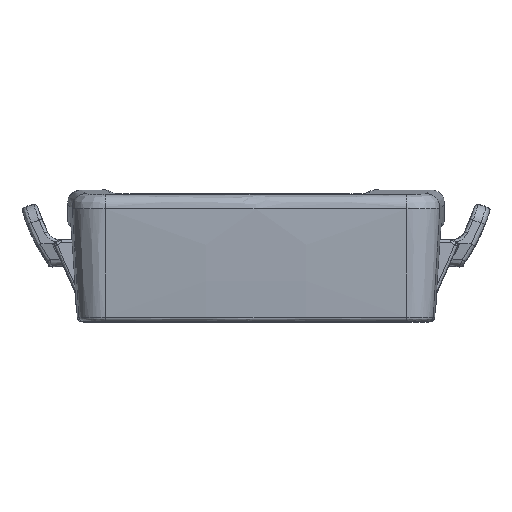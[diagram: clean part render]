
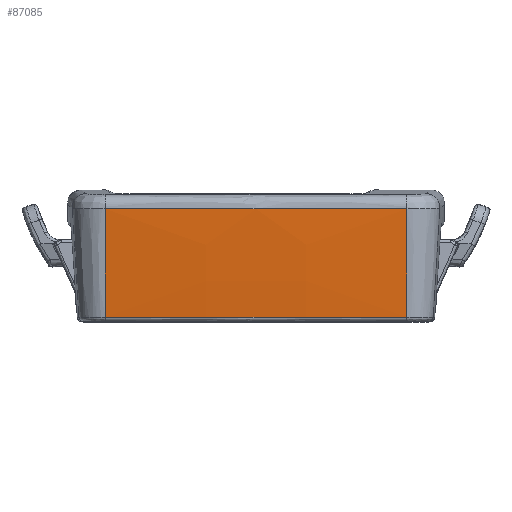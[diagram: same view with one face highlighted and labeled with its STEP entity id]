
A CAD part, top view. The second image highlights one B-rep face of the part: STEP entity #87085.
In plain terms, the highlighted free-form (B-spline) face has degree [3, 3] with [4, 6] control points.
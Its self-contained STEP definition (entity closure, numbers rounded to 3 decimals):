
#55945=CARTESIAN_POINT('',(-16.608,12.384,
23.897));
#69307=CARTESIAN_POINT('',(0.,0.457,-341.5));
#69308=DIRECTION('',(0.,1.,0.));
#69309=DIRECTION('',(-0.045,0.,0.999));
#69310=AXIS2_PLACEMENT_3D('',#69307,#69308,#69309);
#69315=CARTESIAN_POINT('',(-16.608,12.384,
23.897));
#69316=CARTESIAN_POINT('',(-16.606,11.057,
23.847));
#69317=CARTESIAN_POINT('',(-16.601,8.404,
23.726));
#69318=CARTESIAN_POINT('',(-16.589,4.428,
23.482));
#69319=CARTESIAN_POINT('',(-16.58,1.78,
23.276));
#69320=CARTESIAN_POINT('',(-16.575,0.457,
23.163));
#69325=CARTESIAN_POINT('',(-16.608,12.384,
23.897));
#69326=CARTESIAN_POINT('',(-14.395,12.379,
23.998));
#69327=CARTESIAN_POINT('',(-9.966,12.371,
24.158));
#69328=CARTESIAN_POINT('',(-3.322,12.365,
24.279));
#69329=CARTESIAN_POINT('',(3.322,12.365,24.279));
#69330=CARTESIAN_POINT('',(9.966,12.371,24.158));
#69331=CARTESIAN_POINT('',(14.395,12.379,23.998));
#69332=CARTESIAN_POINT('',(16.608,12.384,23.897));
#69369=CARTESIAN_POINT('',(16.608,12.384,23.897));
#69370=CARTESIAN_POINT('',(16.606,11.057,23.847));
#69371=CARTESIAN_POINT('',(16.601,8.404,23.726));
#69372=CARTESIAN_POINT('',(16.589,4.428,23.482));
#69373=CARTESIAN_POINT('',(16.58,1.78,23.276));
#69374=CARTESIAN_POINT('',(16.575,0.457,
23.163));
#70624=VERTEX_POINT('',#55945);
#70626=VERTEX_POINT('',#69332);
#70629=CARTESIAN_POINT('',(16.575,0.457,
23.163));
#70631=VERTEX_POINT('',#70629);
#70635=CARTESIAN_POINT('',(-16.575,0.457,
23.163));
#70636=VERTEX_POINT('',#70635);
#87052=CARTESIAN_POINT('',(-17.273,12.623,
23.875));
#87053=CARTESIAN_POINT('',(-13.363,12.623,
24.06));
#87054=CARTESIAN_POINT('',(-5.76,12.623,
24.297));
#87055=CARTESIAN_POINT('',(5.76,12.623,24.297));
#87056=CARTESIAN_POINT('',(13.363,12.623,24.06));
#87057=CARTESIAN_POINT('',(17.273,12.623,23.875));
#87058=CARTESIAN_POINT('',(-17.265,8.483,
23.723));
#87059=CARTESIAN_POINT('',(-13.358,8.483,
23.908));
#87060=CARTESIAN_POINT('',(-5.758,8.483,
24.145));
#87061=CARTESIAN_POINT('',(5.758,8.483,24.145));
#87062=CARTESIAN_POINT('',(13.358,8.483,23.908));
#87063=CARTESIAN_POINT('',(17.265,8.483,23.723));
#87064=CARTESIAN_POINT('',(-17.253,4.347,
23.469));
#87065=CARTESIAN_POINT('',(-13.348,4.347,
23.654));
#87066=CARTESIAN_POINT('',(-5.754,4.347,
23.89));
#87067=CARTESIAN_POINT('',(5.754,4.347,23.89));
#87068=CARTESIAN_POINT('',(13.348,4.347,23.654));
#87069=CARTESIAN_POINT('',(17.253,4.347,23.469));
#87070=CARTESIAN_POINT('',(-17.237,0.219,
23.112));
#87071=CARTESIAN_POINT('',(-13.335,0.219,
23.296));
#87072=CARTESIAN_POINT('',(-5.748,0.219,
23.533));
#87073=CARTESIAN_POINT('',(5.748,0.219,
23.533));
#87074=CARTESIAN_POINT('',(13.335,0.219,
23.296));
#87075=CARTESIAN_POINT('',(17.237,0.219,
23.112));
#87076=B_SPLINE_SURFACE_WITH_KNOTS('',3,3,((#87052,#87053,#87054,#87055,#87056,
#87057),(#87058,#87059,#87060,#87061,#87062,#87063),(#87064,#87065,#87066,
#87067,#87068,#87069),(#87070,#87071,#87072,#87073,#87074,#87075)),
.UNSPECIFIED.,.F.,.F.,.F.,(4,4),(4,1,1,4),(0.185,0.986),
(-0.02,0.333,0.667,1.02),
.UNSPECIFIED.);
#87077=ORIENTED_EDGE('',*,*,#87043,.F.);
#87078=ORIENTED_EDGE('',*,*,#72478,.F.);
#87080=ORIENTED_EDGE('',*,*,#87079,.T.);
#87082=ORIENTED_EDGE('',*,*,#87081,.T.);
#87083=EDGE_LOOP('',(#87077,#87078,#87080,#87082));
#87084=FACE_OUTER_BOUND('',#87083,.F.);
#87085=ADVANCED_FACE('',(#87084),#87076,.T.);
#69311=CIRCLE('',#69310,365.04);
#69321=B_SPLINE_CURVE_WITH_KNOTS('',3,(#69315,#69316,#69317,#69318,#69319,
#69320),.UNSPECIFIED.,.F.,.F.,(4,1,1,4),(0.,0.333,
0.667,1.),.UNSPECIFIED.);
#69333=B_SPLINE_CURVE_WITH_KNOTS('',3,(#69325,#69326,#69327,#69328,#69329,
#69330,#69331,#69332),.UNSPECIFIED.,.F.,.F.,(4,1,1,1,1,4),(0.,0.2,0.4,
0.6,0.8,1.),.UNSPECIFIED.);
#69375=B_SPLINE_CURVE_WITH_KNOTS('',3,(#69369,#69370,#69371,#69372,#69373,
#69374),.UNSPECIFIED.,.F.,.F.,(4,1,1,4),(0.,0.333,
0.667,1.),.UNSPECIFIED.);
#72478=EDGE_CURVE('',#70624,#70636,#69321,.T.);
#87043=EDGE_CURVE('',#70636,#70631,#69311,.T.);
#87079=EDGE_CURVE('',#70624,#70626,#69333,.T.);
#87081=EDGE_CURVE('',#70626,#70631,#69375,.T.);
